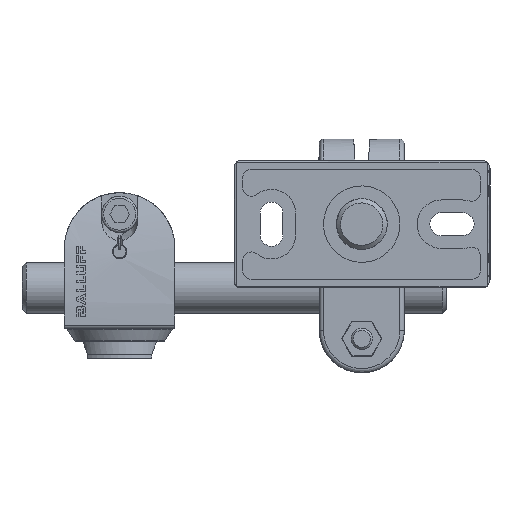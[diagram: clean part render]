
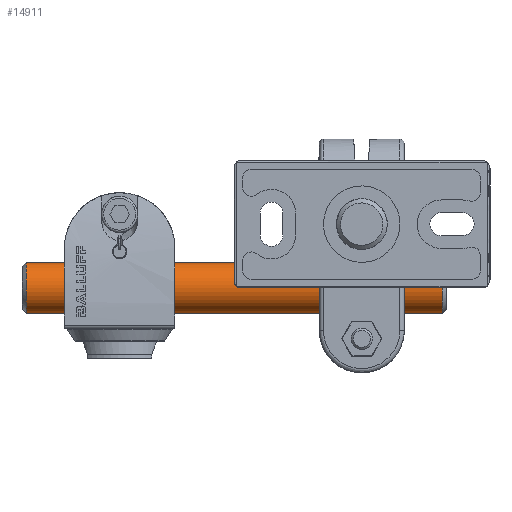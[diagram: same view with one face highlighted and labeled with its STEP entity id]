
A CAD part, front view. The second image highlights one B-rep face of the part: STEP entity #14911.
In plain terms, the highlighted free-form (B-spline) face has degree [2, 1] with [7, 2] control points.
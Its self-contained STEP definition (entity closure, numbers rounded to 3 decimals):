
#14863 = EDGE_CURVE('',#14864,#14864,#14866,.T.);
#14864 = VERTEX_POINT('',#14865);
#14865 = CARTESIAN_POINT('',(18.125,99.208,
    -14.309));
#14866 = ( BOUNDED_CURVE() B_SPLINE_CURVE(2,(#14867,#14868,#14869,#14870
    ,#14871,#14872,#14873),.UNSPECIFIED.,.T.,.F.) 
B_SPLINE_CURVE_WITH_KNOTS((1,2,2,2,2,1),(-2.094,0.,
    2.094,4.189,6.283,8.378),
.UNSPECIFIED.) CURVE() GEOMETRIC_REPRESENTATION_ITEM() 
RATIONAL_B_SPLINE_CURVE((1.,0.5,1.,0.5,1.,0.5,1.)) REPRESENTATION_ITEM(
  '') );
#14867 = CARTESIAN_POINT('',(18.125,99.208,
    -14.309));
#14868 = CARTESIAN_POINT('',(18.125,99.208,
    -24.222));
#14869 = CARTESIAN_POINT('',(18.125,107.793,
    -19.266));
#14870 = CARTESIAN_POINT('',(18.125,116.379,
    -14.309));
#14871 = CARTESIAN_POINT('',(18.125,107.793,
    -9.352));
#14872 = CARTESIAN_POINT('',(18.125,99.208,
    -4.395));
#14873 = CARTESIAN_POINT('',(18.125,99.208,
    -14.309));
#14911 = ADVANCED_FACE('',(#14912),#14933,.T.);
#14912 = FACE_BOUND('',#14913,.T.);
#14913 = EDGE_LOOP('',(#14914,#14926,#14931,#14932));
#14914 = ORIENTED_EDGE('',*,*,#14915,.T.);
#14915 = EDGE_CURVE('',#14916,#14916,#14918,.T.);
#14916 = VERTEX_POINT('',#14917);
#14917 = CARTESIAN_POINT('',(-75.36,99.208,
    -14.309));
#14918 = ( BOUNDED_CURVE() B_SPLINE_CURVE(2,(#14919,#14920,#14921,#14922
    ,#14923,#14924,#14925),.UNSPECIFIED.,.T.,.F.) 
B_SPLINE_CURVE_WITH_KNOTS((1,2,2,2,2,1),(-2.094,0.,
    2.094,4.189,6.283,8.378),
.UNSPECIFIED.) CURVE() GEOMETRIC_REPRESENTATION_ITEM() 
RATIONAL_B_SPLINE_CURVE((1.,0.5,1.,0.5,1.,0.5,1.)) REPRESENTATION_ITEM(
  '') );
#14919 = CARTESIAN_POINT('',(-75.36,99.208,
    -14.309));
#14920 = CARTESIAN_POINT('',(-75.36,99.208,
    -24.222));
#14921 = CARTESIAN_POINT('',(-75.36,107.793,
    -19.266));
#14922 = CARTESIAN_POINT('',(-75.36,116.379,
    -14.309));
#14923 = CARTESIAN_POINT('',(-75.36,107.793,
    -9.352));
#14924 = CARTESIAN_POINT('',(-75.36,99.208,
    -4.395));
#14925 = CARTESIAN_POINT('',(-75.36,99.208,
    -14.309));
#14926 = ORIENTED_EDGE('',*,*,#14927,.F.);
#14927 = EDGE_CURVE('',#14864,#14916,#14928,.T.);
#14928 = B_SPLINE_CURVE_WITH_KNOTS('',1,(#14929,#14930),.UNSPECIFIED.,
  .F.,.F.,(2,2),(1.,99.),.PIECEWISE_BEZIER_KNOTS.);
#14929 = CARTESIAN_POINT('',(18.125,99.208,
    -14.309));
#14930 = CARTESIAN_POINT('',(-75.36,99.208,
    -14.309));
#14931 = ORIENTED_EDGE('',*,*,#14863,.F.);
#14932 = ORIENTED_EDGE('',*,*,#14927,.T.);
#14933 = ( BOUNDED_SURFACE() B_SPLINE_SURFACE(2,1,(
    (#14934,#14935)
    ,(#14936,#14937)
    ,(#14938,#14939)
    ,(#14940,#14941)
    ,(#14942,#14943)
    ,(#14944,#14945)
    ,(#14946,#14947
)),.UNSPECIFIED.,.T.,.F.,.F.) B_SPLINE_SURFACE_WITH_KNOTS((1,2,2,2,2,1),
  (2,2),(-2.094,0.,2.094,4.189,6.283,
    8.378),(1.,99.),.UNSPECIFIED.) 
GEOMETRIC_REPRESENTATION_ITEM() RATIONAL_B_SPLINE_SURFACE((
    (1.,1.)
    ,(0.5,0.5)
    ,(1.,1.)
    ,(0.5,0.5)
    ,(1.,1.)
    ,(0.5,0.5)
,(1.,1.))) REPRESENTATION_ITEM('') SURFACE() );
#14934 = CARTESIAN_POINT('',(18.125,99.208,
    -14.309));
#14935 = CARTESIAN_POINT('',(-75.36,99.208,
    -14.309));
#14936 = CARTESIAN_POINT('',(18.125,99.208,
    -4.395));
#14937 = CARTESIAN_POINT('',(-75.36,99.208,
    -4.395));
#14938 = CARTESIAN_POINT('',(18.125,107.793,
    -9.352));
#14939 = CARTESIAN_POINT('',(-75.36,107.793,
    -9.352));
#14940 = CARTESIAN_POINT('',(18.125,116.379,
    -14.309));
#14941 = CARTESIAN_POINT('',(-75.36,116.379,
    -14.309));
#14942 = CARTESIAN_POINT('',(18.125,107.793,
    -19.266));
#14943 = CARTESIAN_POINT('',(-75.36,107.793,
    -19.266));
#14944 = CARTESIAN_POINT('',(18.125,99.208,
    -24.222));
#14945 = CARTESIAN_POINT('',(-75.36,99.208,
    -24.222));
#14946 = CARTESIAN_POINT('',(18.125,99.208,
    -14.309));
#14947 = CARTESIAN_POINT('',(-75.36,99.208,
    -14.309));
